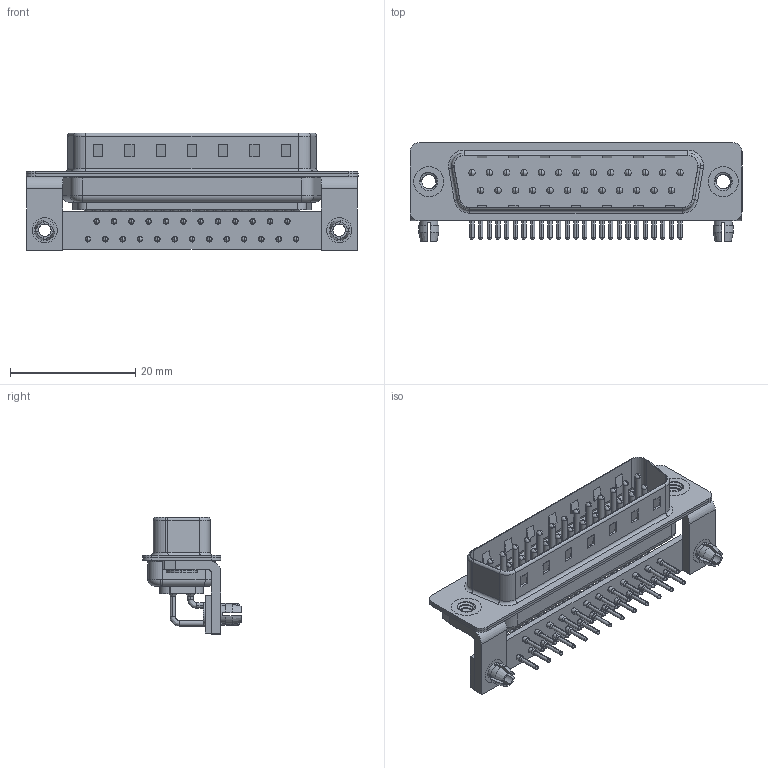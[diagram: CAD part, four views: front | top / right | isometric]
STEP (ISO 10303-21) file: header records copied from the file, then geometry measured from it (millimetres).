
FILE_DESCRIPTION (( 'STEP AP203' ), '1' );
FILE_NAME ('621-M25-660-LT3.STEP', '2018-09-25T04:52:42', ( '' ), ( '' ), 'SwSTEP 2.0', 'SolidWorks 2016', '' );
FILE_SCHEMA (( 'CONFIG_CONTROL_DESIGN' ));
Length unit declared in the file: millimetre
Products named in the file (10): 621M 4-40 Threaded Rivet_Stabilizer; 621M Stabilizer Bracket; 621M Stabilizer Board_25 Contacts; 621M Board Lock; 621M Housing_25 Contacts; 621-M25-660-LT3; 621M Shell Front_25 Contacts; 621M Shell Rear_25 Contacts; 621M Contact Row 1; 621M Contact Row 2
Assembly tree (35 placements, depth 2):
  621-M25-660-LT3
    621M Housing_25 Contacts
    621M Shell Front_25 Contacts
    621M Shell Rear_25 Contacts
    621M Contact Row 1  x13
    621M Contact Row 2  x12
    621M 4-40 Threaded Rivet_Stabilizer  x2
    621M Stabilizer Bracket  x2
    621M Stabilizer Board_25 Contacts
    621M Board Lock  x2
Bounding box: 53.05 x 15.8 x 18.8 mm (x, y, z)
Volume: 3430.6 mm3; surface area: 9129.9 mm2
Topology: 35 solids, 35 shells, 3318 faces, 9259 edges, 6026 vertices
Faces by surface type: plane 1845, cylinder 1141, bspline 156, cone 120, torus 56
Entity records: 30547 total; most frequent: CARTESIAN_POINT 6364, DIRECTION 4921, ORIENTED_EDGE 4508, EDGE_CURVE 2254, AXIS2_PLACEMENT_3D 1822, VERTEX_POINT 1464, VECTOR 1277, LINE 1277
